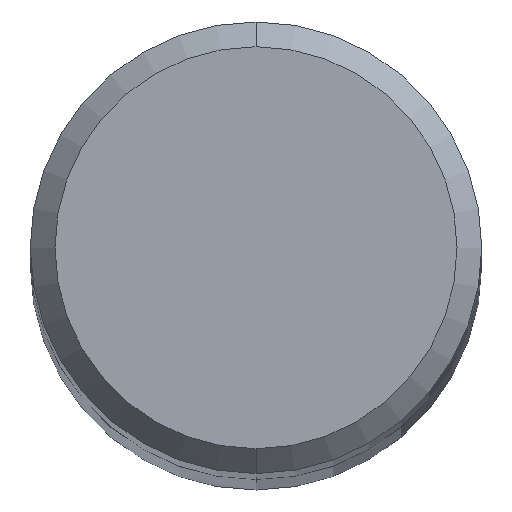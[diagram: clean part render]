
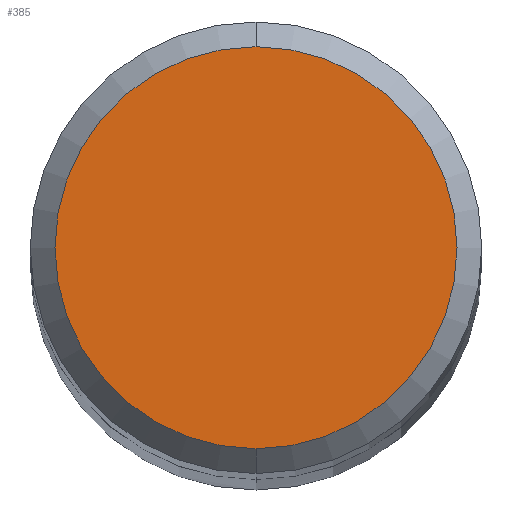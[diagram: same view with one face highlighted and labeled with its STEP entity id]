
A CAD part, top view. The second image highlights one B-rep face of the part: STEP entity #385.
In plain terms, the highlighted planar face has unit normal (0, 0, 1).
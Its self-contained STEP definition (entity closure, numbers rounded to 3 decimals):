
#213=VERTEX_POINT('',#476);
#219=EDGE_CURVE('',#213,#337,#484,.T.);
#243=EDGE_CURVE('',#337,#213,#514,.T.);
#337=VERTEX_POINT('',#615);
#385=ADVANCED_FACE('',(#666),#667,.T.);
#476=CARTESIAN_POINT('',(0.,-3.25,53.0));
#484=CIRCLE('',#823,3.25);
#514=CIRCLE('',#886,3.25);
#615=CARTESIAN_POINT('',(0.0,3.25,53.0));
#666=FACE_OUTER_BOUND('',#1259,.T.);
#667=PLANE('',#1260);
#823=AXIS2_PLACEMENT_3D('',#1344,#1345,#1346);
#886=AXIS2_PLACEMENT_3D('',#1406,#1407,#1408);
#1259=EDGE_LOOP('',(#1546,#1547));
#1260=AXIS2_PLACEMENT_3D('',#1548,#1549,#1550);
#1344=CARTESIAN_POINT('',(0.0,0.0,53.0));
#1345=DIRECTION('',(0.0,0.0,-1.0));
#1346=DIRECTION('',(0.0,1.0,0.0));
#1406=CARTESIAN_POINT('',(0.0,0.0,53.0));
#1407=DIRECTION('',(0.0,0.0,-1.0));
#1408=DIRECTION('',(0.0,1.0,0.0));
#1546=ORIENTED_EDGE('',*,*,#243,.F.);
#1547=ORIENTED_EDGE('',*,*,#219,.F.);
#1548=CARTESIAN_POINT('',(0.0,1.625,53.0));
#1549=DIRECTION('',(0.0,0.0,1.0));
#1550=DIRECTION('',(0.0,-1.0,0.0));
